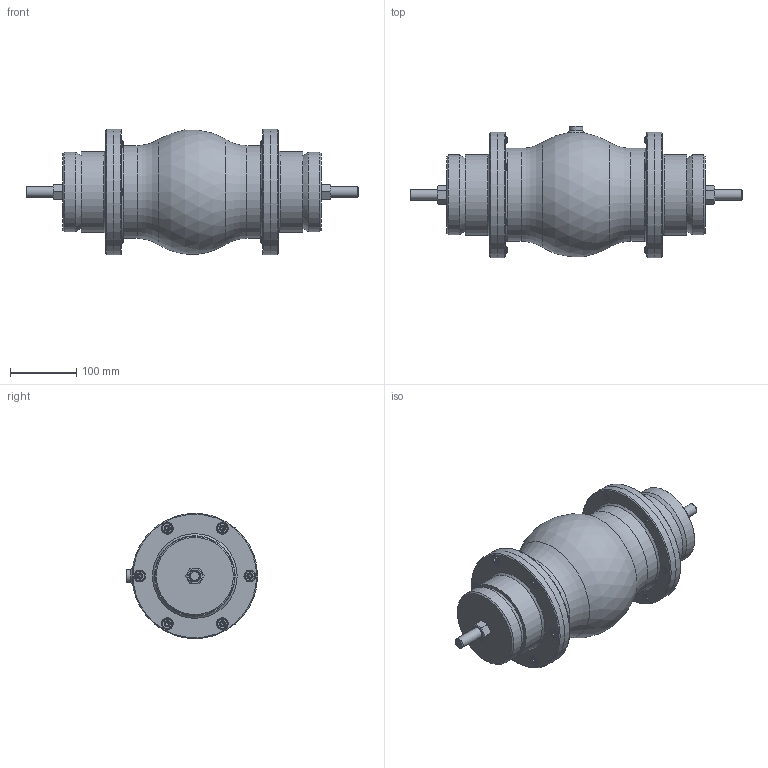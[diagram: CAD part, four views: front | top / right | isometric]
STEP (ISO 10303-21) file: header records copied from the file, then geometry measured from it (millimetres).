
FILE_DESCRIPTION( ( 'STEP AP214' ), '1' );
FILE_NAME( ' ', ' ', ( ' ' ), ( ' ' ), 'PSStep 13.0', 'VISI 18.0', ' ' );
FILE_SCHEMA( ( 'AUTOMOTIVE_DESIGN { 1 0 10303 214 1 1 1 1 }' ) );
Length unit declared in the file: millimetre
Products named in the file (22): Stuetzrohr 100; QM-100-xx; Druckstueck DN 100 QV-200-100; DIN934 M16 Sechskantmutter QV-200-100; Klemmflansch QV-200-100; Gehaeuse QV-200-100; DIN6912 M10x20 Zylinderschraube QV-200-100; Gewindestange M16 QV-200-100
Bounding box: 500 x 197.5 x 189 mm (x, y, z)
Volume: 4829363.4 mm3; surface area: 883105.5 mm2
Topology: 22 solids, 22 shells, 539 faces, 1125 edges, 665 vertices
Faces by surface type: plane 235, cone 170, cylinder 105, torus 27, sphere 2
Full cylindrical faces by diameter (mm): 5 x12, 8.5 x12, 10 x12, 11 x12, 11.45 x1, 16 x15, 16.5 x3, 18 x12, 20 x1, 92 x1, 99.5 x2, 100 x1, 110.5 x2, 117 x2, 120 x2, 121.4 x2, 124.4 x2, 127 x1, 135.7 x2, 139.7 x2, 148 x2, 189 x4
Entity records: 17840 total; most frequent: CARTESIAN_POINT 3153, DIRECTION 2256, ORIENTED_EDGE 1602, AXIS2_PLACEMENT_3D 1014, EDGE_LOOP 874, EDGE_CURVE 801, FACE_OUTER_BOUND 673, VERTEX_POINT 585
